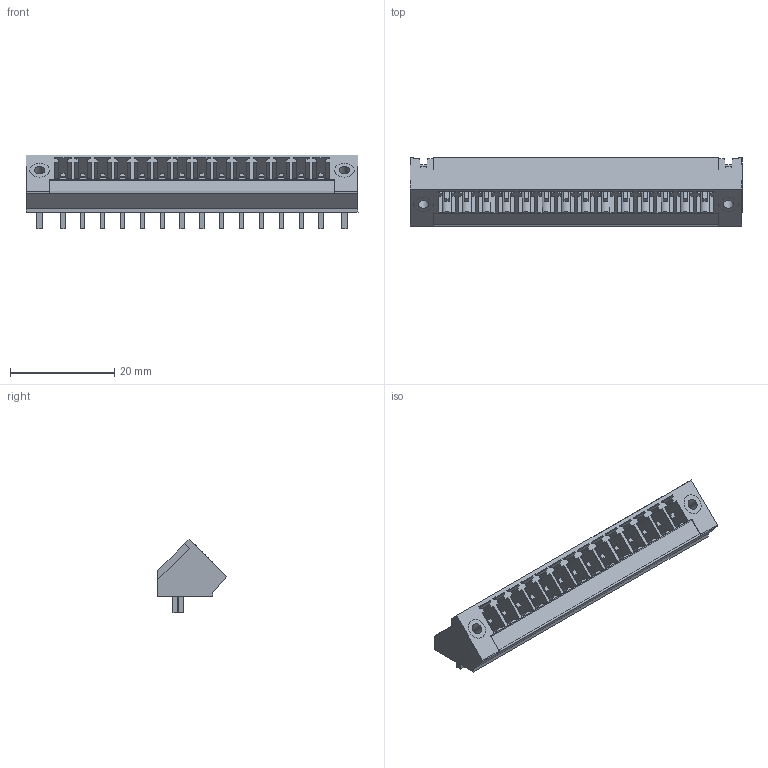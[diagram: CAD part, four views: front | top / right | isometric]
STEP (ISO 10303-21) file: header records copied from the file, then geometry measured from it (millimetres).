
FILE_DESCRIPTION(('CATIA V5 STEP Exchange','CAx-IF Rec.Pracs.--- Model Styling and Organization---1.2---2011-12-15'),'2;1');
FILE_NAME ('D1461008_0', '2018-04-20T10:25:49+00:00', ('none'), ('Weidmueller'), 'CATIA Version 5-6 Release 2014', 'CATIA V5 STEP AP214', 'none');
FILE_SCHEMA(('AUTOMOTIVE_DESIGN { 1 0 10303 214 1 1 1 1 }'));
Length unit declared in the file: millimetre
Products named in the file (1): 1978200000
Bounding box: 63.73 x 13.1 x 14.2 mm (x, y, z)
Volume: 3012.9 mm3; surface area: 7372.3 mm2
Topology: 19 solids, 19 shells, 697 faces, 1959 edges, 1314 vertices
Faces by surface type: plane 629, cylinder 68
Entity records: 21575 total; most frequent: ORIENTED_EDGE 3918, CARTESIAN_POINT 3815, DIRECTION 2888, EDGE_CURVE 1959, VECTOR 1823, LINE 1823, VERTEX_POINT 1314, EDGE_LOOP 751
